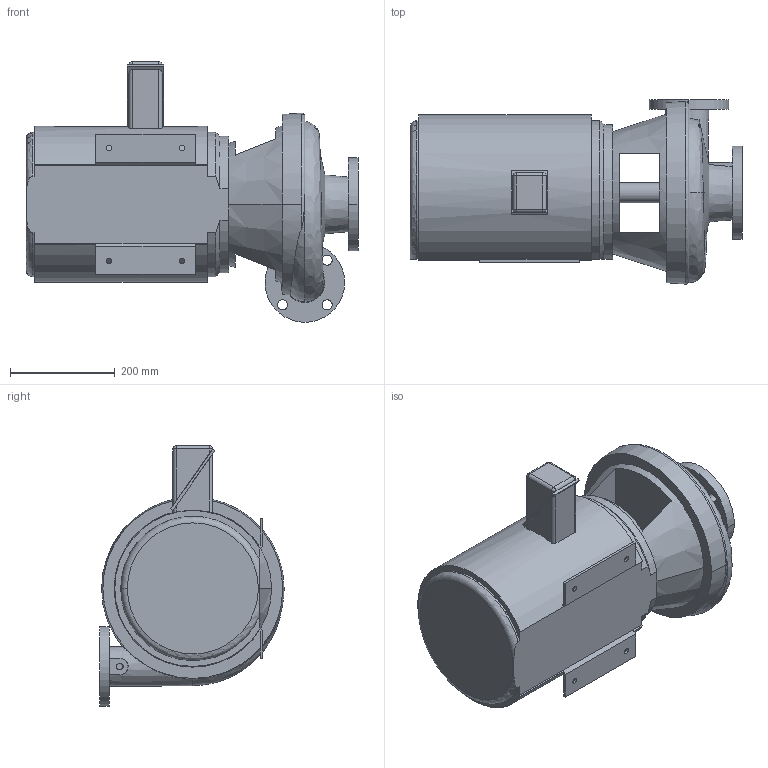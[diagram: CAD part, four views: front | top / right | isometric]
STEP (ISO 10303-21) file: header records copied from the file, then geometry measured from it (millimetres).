
FILE_DESCRIPTION((''),'2;1');
FILE_NAME('001_E1531_Y_FLANGE_ASM','2024-12-12T19:31:29',('Administrator'),(''),'CREO PARAMETRIC BY PTC INC, 2020184','CREO PARAMETRIC BY PTC INC, 2020184','');
FILE_SCHEMA(('AUTOMOTIVE_DESIGN { 1 0 10303 214 1 1 1 1 }'));
Length unit declared in the file: inch
Products named in the file (5): 2BD_NO_FOOT; BG-E1531-200BD-213-SS-A; BG-E1531-200BD-213-SS-M; BG-E1531-200BD-213-SS_ASM; 001_E1531_Y_FLANGE_ASM
Assembly tree (4 placements, depth 3):
  001_E1531_Y_FLANGE_ASM
    BG-E1531-200BD-213-SS_ASM
      2BD_NO_FOOT
      BG-E1531-200BD-213-SS-A
      BG-E1531-200BD-213-SS-M
Bounding box: 635 x 352.41 x 498.6 mm (x, y, z)
Volume: 36041976.6 mm3; surface area: 1292612.2 mm2
Topology: 3 solids, 3 shells, 136 faces, 365 edges, 263 vertices
Faces by surface type: plane 58, cylinder 52, cone 16, sphere 4, bspline 3, torus 3
Entity records: 7025 total; most frequent: CARTESIAN_POINT 1640, DIRECTION 769, ORIENTED_EDGE 690, PRESENTATION_STYLE_ASSIGNMENT 401, STYLED_ITEM 371, CURVE_STYLE 368, EDGE_CURVE 345, AXIS2_PLACEMENT_3D 293
